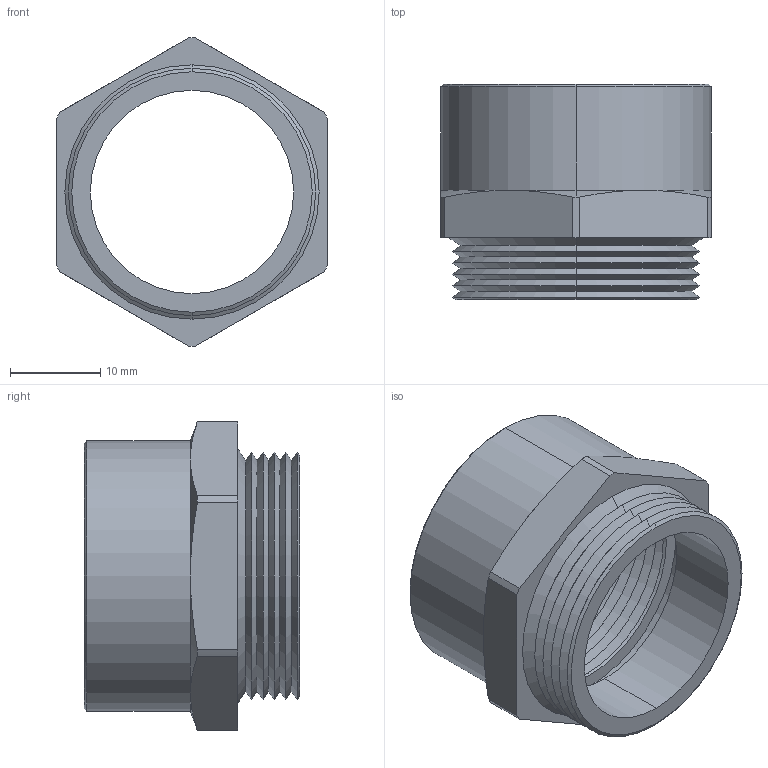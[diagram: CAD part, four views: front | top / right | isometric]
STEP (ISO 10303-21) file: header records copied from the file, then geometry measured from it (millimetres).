
FILE_DESCRIPTION (( 'STEP AP203' ), '1' );
FILE_NAME ('AG-2134-BR.STEP', '2008-03-29T12:06:19', ( 'Baystate-05' ), ( 'BayState InfoTech' ), 'SwSTEP 2.0', 'SolidWorks 2007', '' );
FILE_SCHEMA (( 'CONFIG_CONTROL_DESIGN' ));
Length unit declared in the file: inch
Products named in the file (1): AG-2134-BR
Bounding box: 29.97 x 23.88 x 34.17 mm (x, y, z)
Volume: 4876.9 mm3; surface area: 6130.1 mm2
Topology: 1 solids, 1 shells, 99 faces, 211 edges, 117 vertices
Faces by surface type: cone 75, cylinder 13, plane 11
Entity records: 2741 total; most frequent: DIRECTION 504, CARTESIAN_POINT 488, ORIENTED_EDGE 422, EDGE_CURVE 211, AXIS2_PLACEMENT_3D 205, VERTEX_POINT 117, CIRCLE 105, EDGE_LOOP 104
